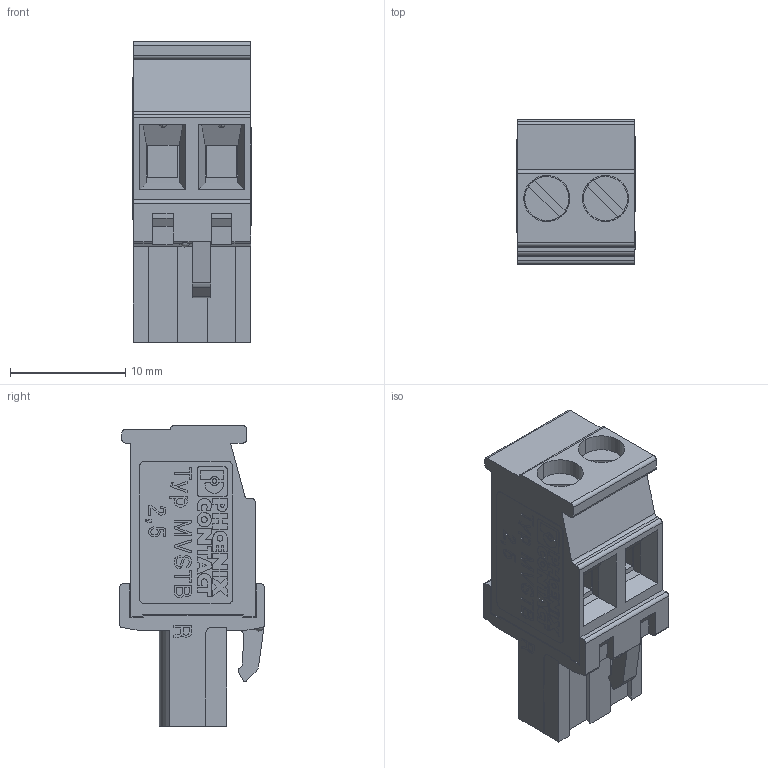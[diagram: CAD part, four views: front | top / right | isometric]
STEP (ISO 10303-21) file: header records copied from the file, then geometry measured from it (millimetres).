
FILE_DESCRIPTION(('Creo Elements/Direct Modeling STEP Export'),'2;1');
FILE_NAME('model.stp','2021-10-05T12:13:11',(''),(''),'Creo Elements/Direct Modeling STEP processor for AP214 (Solid Model)','Creo Elements/Direct Modeling 20.1D 10-Oct-2020 (C) Parametric Technology GmbH','');
FILE_SCHEMA(('AUTOMOTIVE_DESIGN { 1 0 10303 214 1 1 1 1 }'));
Length unit declared in the file: millimetre
Products named in the file (5): CO_MSTBT_2_5_ST.1; AT_MVSTBR_2_5_5_08; AC_MKDSN_2_5_Laengsschlitz.1; KK_MVSTB_2_5; MVSTBR_2.5_2-ST-5.08
Assembly tree (7 placements, depth 2):
  MVSTBR_2.5_2-ST-5.08
    KK_MVSTB_2_5  x2
    CO_MSTBT_2_5_ST.1  x2
    AC_MKDSN_2_5_Laengsschlitz.1  x2
    AT_MVSTBR_2_5_5_08
Bounding box: 10.25 x 12.52 x 26.03 mm (x, y, z)
Volume: 2008 mm3; surface area: 2667.5 mm2
Topology: 7 solids, 7 shells, 848 faces, 2346 edges, 1554 vertices
Faces by surface type: plane 735, cylinder 71, extrusion 33, sphere 5, cone 4
Entity records: 32971 total; most frequent: CARTESIAN_POINT 5799, ORIENTED_EDGE 4498, DIRECTION 3805, EDGE_CURVE 2249, VECTOR 2055, LINE 2022, VERTEX_POINT 1493, AXIS2_PLACEMENT_3D 875
